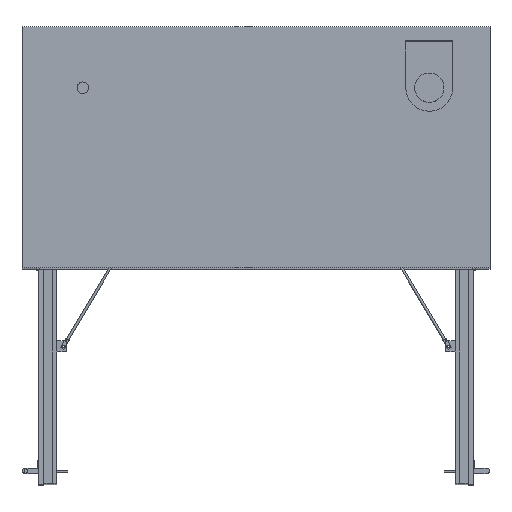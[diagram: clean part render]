
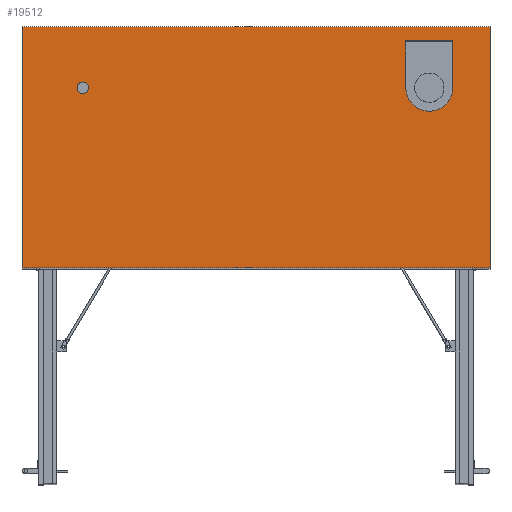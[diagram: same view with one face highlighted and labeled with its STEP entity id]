
A CAD part, top view. The second image highlights one B-rep face of the part: STEP entity #19512.
In plain terms, the highlighted planar face has unit normal (0, 0, 1).
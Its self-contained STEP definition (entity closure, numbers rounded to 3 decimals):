
#1486=LINE('',#26653,#3592);
#1558=LINE('',#26806,#3664);
#1565=LINE('',#26821,#3671);
#1604=LINE('',#26913,#3710);
#1615=LINE('',#26939,#3721);
#1623=LINE('',#26957,#3729);
#1624=LINE('',#26959,#3730);
#3592=VECTOR('',#22053,10.);
#3664=VECTOR('',#22181,10.);
#3671=VECTOR('',#22194,10.);
#3710=VECTOR('',#22289,10.);
#3721=VECTOR('',#22316,10.);
#3729=VECTOR('',#22340,10.);
#3730=VECTOR('',#22343,10.);
#5699=PLANE('',#20772);
#6456=FACE_BOUND('',#7962,.T.);
#6457=FACE_BOUND('',#7963,.T.);
#6856=FACE_OUTER_BOUND('',#7961,.T.);
#7961=EDGE_LOOP('',(#14472,#14473,#14474,#14475));
#7962=EDGE_LOOP('',(#14476));
#7963=EDGE_LOOP('',(#14477,#14478,#14479,#14480));
#9287=CIRCLE('',#20724,60.);
#9292=CIRCLE('',#20751,14.5);
#9613=VERTEX_POINT('',#26650);
#9614=VERTEX_POINT('',#26652);
#9666=VERTEX_POINT('',#26803);
#9667=VERTEX_POINT('',#26805);
#9669=VERTEX_POINT('',#26811);
#9672=VERTEX_POINT('',#26819);
#9697=VERTEX_POINT('',#26907);
#9703=VERTEX_POINT('',#26936);
#9704=VERTEX_POINT('',#26938);
#11433=EDGE_CURVE('',#9614,#9613,#1486,.T.);
#11511=EDGE_CURVE('',#9667,#9666,#1558,.T.);
#11515=EDGE_CURVE('',#9666,#9669,#9287,.T.);
#11519=EDGE_CURVE('',#9669,#9672,#1565,.T.);
#11560=EDGE_CURVE('',#9697,#9697,#9292,.T.);
#11563=EDGE_CURVE('',#9672,#9667,#1604,.T.);
#11574=EDGE_CURVE('',#9704,#9703,#1615,.T.);
#11582=EDGE_CURVE('',#9703,#9614,#1623,.T.);
#11583=EDGE_CURVE('',#9613,#9704,#1624,.T.);
#14472=ORIENTED_EDGE('',*,*,#11433,.T.);
#14473=ORIENTED_EDGE('',*,*,#11583,.T.);
#14474=ORIENTED_EDGE('',*,*,#11574,.T.);
#14475=ORIENTED_EDGE('',*,*,#11582,.T.);
#14476=ORIENTED_EDGE('',*,*,#11560,.T.);
#14477=ORIENTED_EDGE('',*,*,#11519,.T.);
#14478=ORIENTED_EDGE('',*,*,#11563,.T.);
#14479=ORIENTED_EDGE('',*,*,#11511,.T.);
#14480=ORIENTED_EDGE('',*,*,#11515,.T.);
#19512=ADVANCED_FACE('',(#6856,#6456,#6457),#5699,.T.);
#20724=AXIS2_PLACEMENT_3D('',#26813,#22187,#22188);
#20751=AXIS2_PLACEMENT_3D('',#26908,#22281,#22282);
#20772=AXIS2_PLACEMENT_3D('',#26961,#22346,#22347);
#22053=DIRECTION('',(1.,0.,0.));
#22181=DIRECTION('',(0.,-1.,0.));
#22187=DIRECTION('center_axis',(0.,0.,-1.));
#22188=DIRECTION('ref_axis',(-1.,0.,0.));
#22194=DIRECTION('',(0.,1.,0.));
#22281=DIRECTION('center_axis',(0.,0.,-1.));
#22282=DIRECTION('ref_axis',(-1.,0.,0.));
#22289=DIRECTION('',(1.,0.,0.));
#22316=DIRECTION('',(-1.,0.,0.));
#22340=DIRECTION('',(0.,-1.,0.));
#22343=DIRECTION('',(0.,1.,0.));
#22346=DIRECTION('center_axis',(0.,0.,1.));
#22347=DIRECTION('ref_axis',(1.,0.,0.));
#26650=CARTESIAN_POINT('',(596.88,-307.5,974.625));
#26652=CARTESIAN_POINT('',(-596.88,-307.5,974.625));
#26653=CARTESIAN_POINT('',(-596.88,-307.5,974.625));
#26803=CARTESIAN_POINT('',(502.,151.98,974.625));
#26805=CARTESIAN_POINT('',(502.,271.5,974.625));
#26806=CARTESIAN_POINT('',(502.,135.75,974.625));
#26811=CARTESIAN_POINT('',(382.,151.98,974.625));
#26813=CARTESIAN_POINT('Origin',(442.,151.98,974.625));
#26819=CARTESIAN_POINT('',(382.,271.5,974.625));
#26821=CARTESIAN_POINT('',(382.,75.99,974.625));
#26907=CARTESIAN_POINT('',(-427.5,151.98,974.625));
#26908=CARTESIAN_POINT('Origin',(-442.,151.98,974.625));
#26913=CARTESIAN_POINT('',(191.,271.5,974.625));
#26936=CARTESIAN_POINT('',(-596.88,307.5,974.625));
#26938=CARTESIAN_POINT('',(596.88,307.5,974.625));
#26939=CARTESIAN_POINT('',(596.88,307.5,974.625));
#26957=CARTESIAN_POINT('',(-596.88,307.5,974.625));
#26959=CARTESIAN_POINT('',(596.88,-307.5,974.625));
#26961=CARTESIAN_POINT('Origin',(0.,0.,
974.625));
